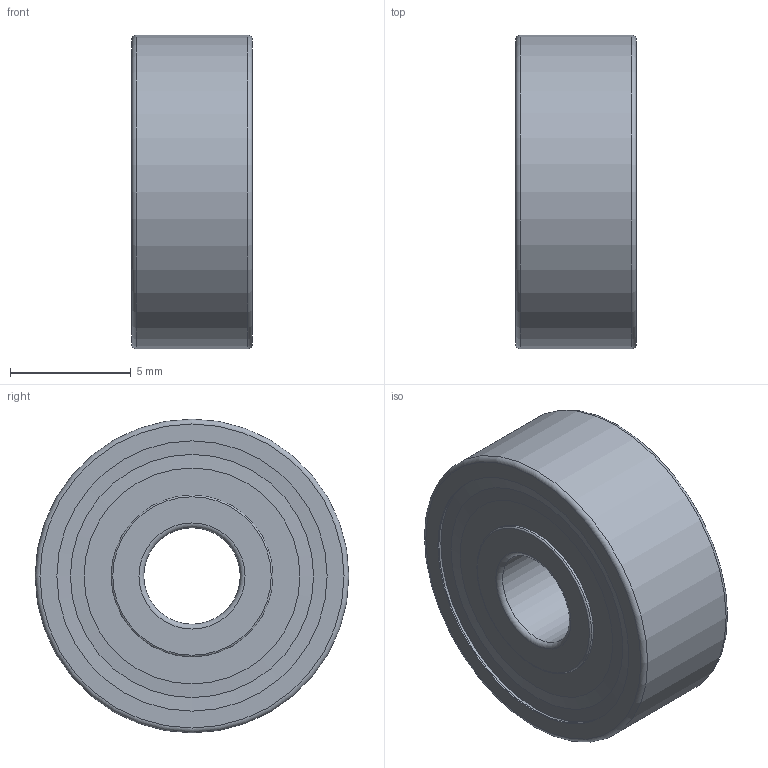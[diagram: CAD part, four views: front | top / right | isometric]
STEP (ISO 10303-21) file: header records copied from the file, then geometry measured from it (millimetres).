
FILE_DESCRIPTION( ( 'STEP AP203' ), '1' );
FILE_NAME( '624-2Z.stp', '2020-08-06T12:31:15', ( 'License CC BY-ND 4.0' ), ( 'CADENAS' ), ' ', 'PARTsolutions', ' ' );
FILE_SCHEMA( ( 'CONFIG_CONTROL_DESIGN' ) );
Length unit declared in the file: millimetre
Products named in the file (5): 624-2Z; _624-2Z_PART1; _624-2Z_PART2; _624-2Z_PART3; _624-2Z_PART4
Assembly tree (16 placements, depth 2):
  624-2Z
    _624-2Z_PART1
    _624-2Z_PART2
    _624-2Z_PART3  x7
    _624-2Z_PART4  x7
Bounding box: 5 x 13 x 13 mm (x, y, z)
Volume: 389.3 mm3; surface area: 1065.7 mm2
Topology: 9 solids, 9 shells, 47 faces, 93 edges, 61 vertices
Faces by surface type: cylinder 12, cone 10, torus 10, plane 8, sphere 7
Full cylindrical faces by diameter (mm): 4 x1, 6.7 x4, 10.296 x2, 11.2 x4, 13 x1
Entity records: 1108 total; most frequent: DIRECTION 196, CARTESIAN_POINT 144, AXIS2_PLACEMENT_3D 98, EDGE_LOOP 80, ORIENTED_EDGE 80, FACE_OUTER_BOUND 62, VERTEX_POINT 45, ADVANCED_FACE 41
